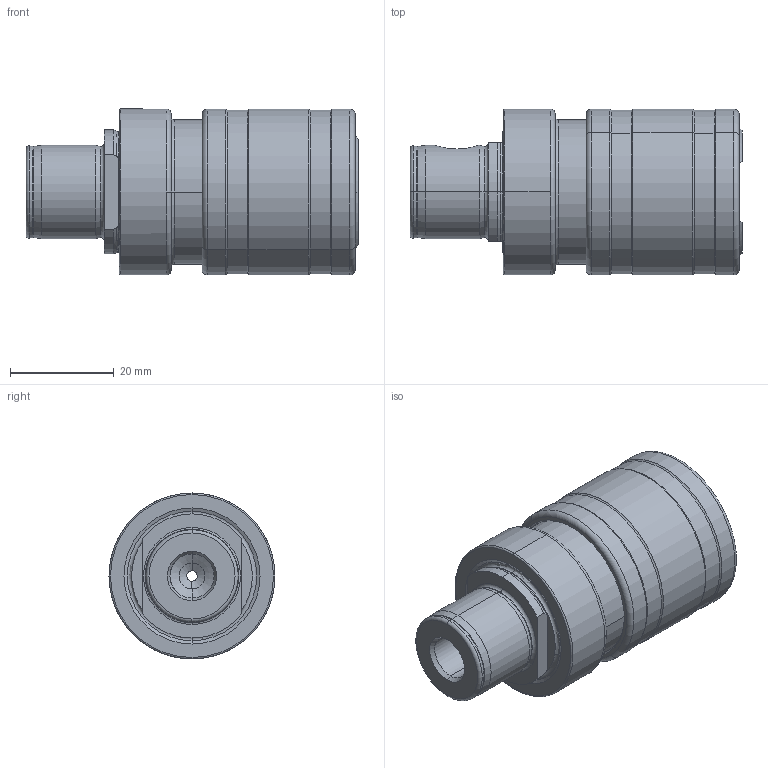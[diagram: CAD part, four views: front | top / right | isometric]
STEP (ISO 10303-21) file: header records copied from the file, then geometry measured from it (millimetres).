
FILE_DESCRIPTION (( 'STEP AP203' ), '1' );
FILE_NAME ('396.320.115_MB3.Go1.K01.046.STEP', '2012-03-05T10:19:06', ( 'baer' ), ( 'Hewlett-Packard Company' ), 'SwSTEP 2.0', 'SolidWorks 2011', '' );
FILE_SCHEMA (( 'CONFIG_CONTROL_DESIGN' ));
Length unit declared in the file: millimetre
Products named in the file (10): Feder klein Go1_gespannt; Feder gross Go1_vorgespannt; Boden Go1; MB3-Go1.K01.046_A; 396.320.115_MB3.Go1.K01.046; Einbausatz Go1_gespannt; Kugel Go1; Hülse Go1; Federring innen Go1_gespannt; Federring aussen Go1_gespannt
Assembly tree (11 placements, depth 3):
  396.320.115_MB3.Go1.K01.046
    Einbausatz Go1_gespannt
      Federring innen Go1_gespannt
      Kugel Go1  x3
      Federring aussen Go1_gespannt
      Hülse Go1
      Feder klein Go1_gespannt
      Feder gross Go1_vorgespannt
      Boden Go1
    MB3-Go1.K01.046_A
Bounding box: 64 x 32 x 32 mm (x, y, z)
Volume: 29395.9 mm3; surface area: 18807.2 mm2
Topology: 10 solids, 10 shells, 287 faces, 678 edges, 401 vertices
Faces by surface type: cylinder 88, torus 74, cone 60, plane 50, bspline 9, sphere 6
Entity records: 16362 total; most frequent: CARTESIAN_POINT 8898, DIRECTION 1436, ORIENTED_EDGE 1286, EDGE_CURVE 643, AXIS2_PLACEMENT_3D 632, VERTEX_POINT 380, CIRCLE 343, EDGE_LOOP 307
